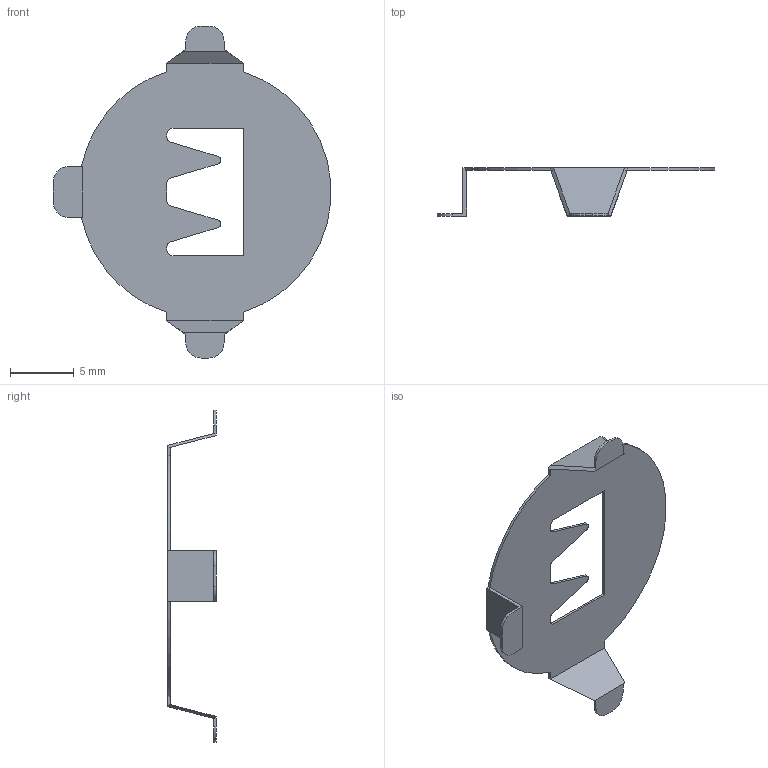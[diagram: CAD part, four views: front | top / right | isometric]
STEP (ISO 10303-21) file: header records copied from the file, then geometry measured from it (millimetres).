
FILE_DESCRIPTION(/* description */ (''),/* implementation_level */ '2;1');
FILE_NAME(/* name */ 'CR2032_Holder.stp',/* time_stamp */ '2018-12-24T16:15:50+01:00',/* author */ ('Mandus'),/* organization */ (''),/* preprocessor_version */ 'ST-DEVELOPER v17',/* originating_system */ 'Autodesk Inventor 2019',/* authorisation */ '');
FILE_SCHEMA (('AUTOMOTIVE_DESIGN { 1 0 10303 214 3 1 1 }'));
Length unit declared in the file: millimetre
Products named in the file (1): Part1
Bounding box: 21.76 x 3.8 x 26.05 mm (x, y, z)
Volume: 68.2 mm3; surface area: 697 mm2
Topology: 1 solids, 1 shells, 58 faces, 160 edges, 104 vertices
Faces by surface type: plane 41, cylinder 17
Entity records: 1942 total; most frequent: CARTESIAN_POINT 323, ORIENTED_EDGE 320, DIRECTION 312, EDGE_CURVE 160, LINE 126, VECTOR 126, VERTEX_POINT 104, AXIS2_PLACEMENT_3D 93
